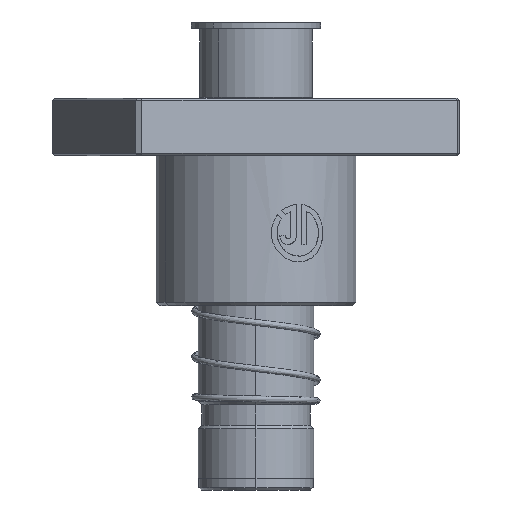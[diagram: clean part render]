
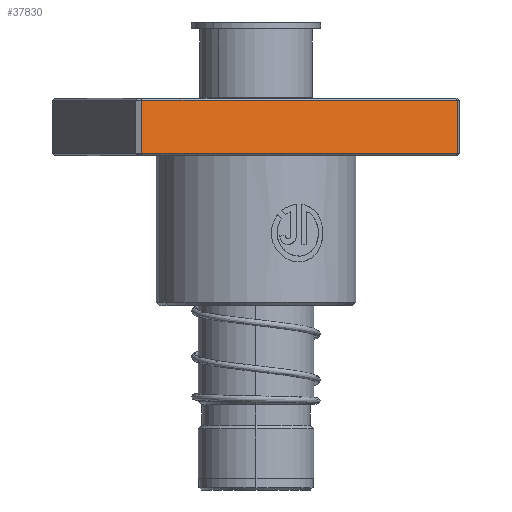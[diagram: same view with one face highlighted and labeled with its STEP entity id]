
A CAD part, left-side view. The second image highlights one B-rep face of the part: STEP entity #37830.
In plain terms, the highlighted face is planar.
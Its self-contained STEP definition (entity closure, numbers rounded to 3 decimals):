
#1186 = CARTESIAN_POINT ( 'NONE',  ( -75.5, 45., 1. ) ) ;
#1302 = LINE ( 'NONE', #12757, #16860 ) ;
#1962 = LINE ( 'NONE', #9464, #31983 ) ;
#3917 = CARTESIAN_POINT ( 'NONE',  ( 75.5, 45., 1. ) ) ;
#7589 = VECTOR ( 'NONE', #9971, 1000. ) ;
#8252 = VECTOR ( 'NONE', #45553, 1000. ) ;
#8947 = VERTEX_POINT ( 'NONE', #19820 ) ;
#9464 = CARTESIAN_POINT ( 'NONE',  ( -75.5, 45., 1. ) ) ;
#9576 = ORIENTED_EDGE ( 'NONE', *, *, #11658, .T. ) ;
#9971 = DIRECTION ( 'NONE',  ( 0., 0., -1. ) ) ;
#11658 = EDGE_CURVE ( 'NONE', #44262, #37917, #39798, .T. ) ;
#12351 = ORIENTED_EDGE ( 'NONE', *, *, #37608, .T. ) ;
#12757 = CARTESIAN_POINT ( 'NONE',  ( -75.5, 45., 25. ) ) ;
#12879 = VERTEX_POINT ( 'NONE', #1186 ) ;
#13226 = FACE_OUTER_BOUND ( 'NONE', #34749, .T. ) ;
#16860 = VECTOR ( 'NONE', #34016, 1000. ) ;
#17659 = LINE ( 'NONE', #30815, #8252 ) ;
#17739 = DIRECTION ( 'NONE',  ( 0., -1., 0. ) ) ;
#19820 = CARTESIAN_POINT ( 'NONE',  ( -75.5, 45., 24. ) ) ;
#22193 = ORIENTED_EDGE ( 'NONE', *, *, #23131, .T. ) ;
#23131 = EDGE_CURVE ( 'NONE', #37917, #12879, #1962, .T. ) ;
#24415 = CARTESIAN_POINT ( 'NONE',  ( -75.5, 45., 25. ) ) ;
#26224 = EDGE_CURVE ( 'NONE', #8947, #12879, #1302, .T. ) ;
#27849 = CARTESIAN_POINT ( 'NONE',  ( 75.5, 45., 24. ) ) ;
#30815 = CARTESIAN_POINT ( 'NONE',  ( 75.5, 45., 24. ) ) ;
#31983 = VECTOR ( 'NONE', #38500, 1000. ) ;
#34016 = DIRECTION ( 'NONE',  ( 0., 0., -1. ) ) ;
#34749 = EDGE_LOOP ( 'NONE', ( #9576, #22193, #45461, #12351 ) ) ;
#37608 = EDGE_CURVE ( 'NONE', #8947, #44262, #17659, .T. ) ;
#37830 = ADVANCED_FACE ( 'NONE', ( #13226 ), #39029, .F. ) ;
#37917 = VERTEX_POINT ( 'NONE', #3917 ) ;
#38101 = AXIS2_PLACEMENT_3D ( 'NONE', #24415, #17739, #42148 ) ;
#38500 = DIRECTION ( 'NONE',  ( -1., 0., 0. ) ) ;
#39029 = PLANE ( 'NONE',  #38101 ) ;
#39798 = LINE ( 'NONE', #44867, #7589 ) ;
#42148 = DIRECTION ( 'NONE',  ( 0., 0., -1. ) ) ;
#44262 = VERTEX_POINT ( 'NONE', #27849 ) ;
#44867 = CARTESIAN_POINT ( 'NONE',  ( 75.5, 45., 25. ) ) ;
#45461 = ORIENTED_EDGE ( 'NONE', *, *, #26224, .F. ) ;
#45553 = DIRECTION ( 'NONE',  ( 1., 0., 0. ) ) ;
